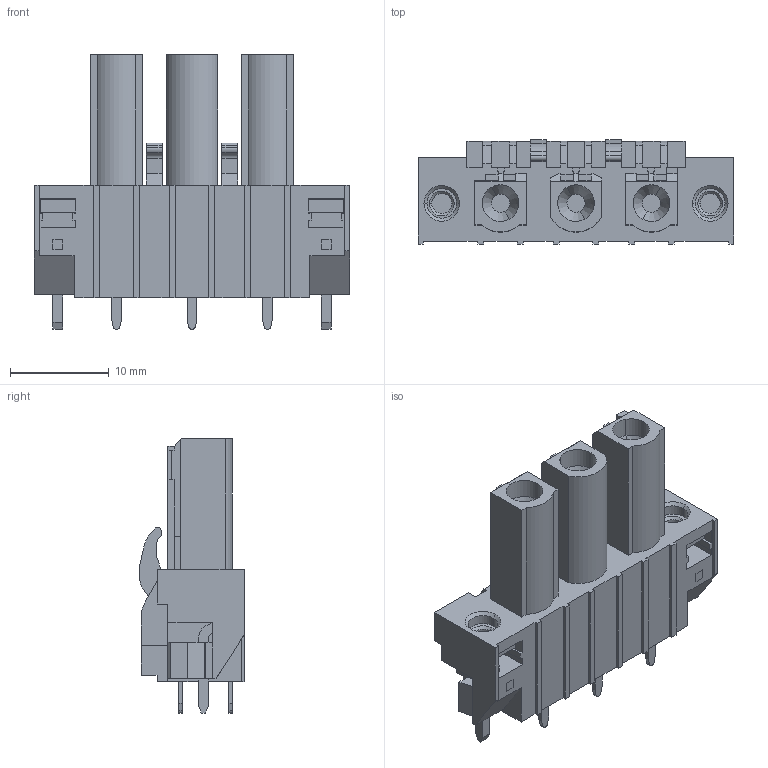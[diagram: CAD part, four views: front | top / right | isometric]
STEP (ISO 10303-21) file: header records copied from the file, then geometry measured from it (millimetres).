
FILE_DESCRIPTION(('CATIA V5 STEP Exchange','CAx-IF Rec.Pracs.--- Model Styling and Organization---1.2---2011-12-15'),'2;1');
FILE_NAME ('D1448727_0_1134090000_1134090000.stp','2018-09-18T06:35:58+00:00',('none'),('Weidmueller'),'CATIA Version 5-6 Release 2014','CATIA V5 STEP AP214','none');
FILE_SCHEMA(('AUTOMOTIVE_DESIGN { 1 0 10303 214 1 1 1 1 }'));
Length unit declared in the file: millimetre
Products named in the file (1): 1134090000
Bounding box: 31.84 x 10.54 x 27.74 mm (x, y, z)
Volume: 3638.7 mm3; surface area: 3501.9 mm2
Topology: 11 solids, 11 shells, 385 faces, 1053 edges, 698 vertices
Faces by surface type: plane 326, cylinder 45, cone 14
Entity records: 11144 total; most frequent: ORIENTED_EDGE 2106, CARTESIAN_POINT 1975, DIRECTION 1499, EDGE_CURVE 1053, VECTOR 949, LINE 949, VERTEX_POINT 698, EDGE_LOOP 405
